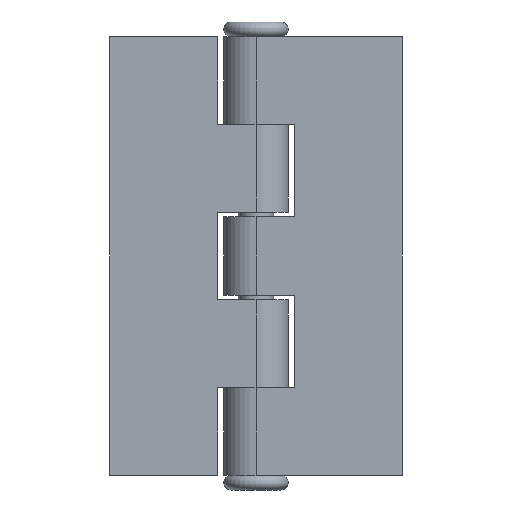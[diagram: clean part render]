
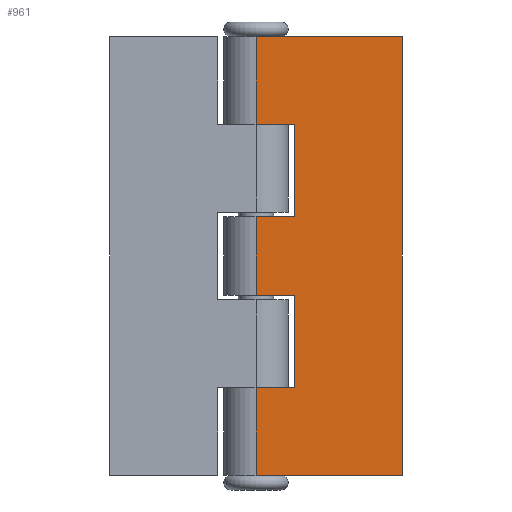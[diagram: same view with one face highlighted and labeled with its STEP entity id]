
A CAD part, front view. The second image highlights one B-rep face of the part: STEP entity #961.
In plain terms, the highlighted planar face has unit normal (0, -1, 0).
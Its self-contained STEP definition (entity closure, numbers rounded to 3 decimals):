
#10 = VERTEX_POINT ( 'NONE', #256 ) ;
#18 = EDGE_CURVE ( 'NONE', #10, #923, #238, .T. ) ;
#235 = DIRECTION ( 'NONE',  ( 0., 0., -1. ) ) ;
#236 = VECTOR ( 'NONE', #235, 1000. ) ;
#237 = CARTESIAN_POINT ( 'NONE',  ( 0., -11., 75. ) ) ;
#238 = LINE ( 'NONE', #237, #236 ) ;
#256 = CARTESIAN_POINT ( 'NONE',  ( 0., -11., 13.5 ) ) ;
#565 = CARTESIAN_POINT ( 'NONE',  ( 0., -11., -45. ) ) ;
#577 = CARTESIAN_POINT ( 'NONE',  ( 0., -11., -75. ) ) ;
#617 = DIRECTION ( 'NONE',  ( 0., 0., -1. ) ) ;
#618 = VECTOR ( 'NONE', #617, 1000. ) ;
#619 = CARTESIAN_POINT ( 'NONE',  ( 0., -11., 75. ) ) ;
#625 = LINE ( 'NONE', #619, #618 ) ;
#634 = CARTESIAN_POINT ( 'NONE',  ( 0., -11., 75. ) ) ;
#635 = CARTESIAN_POINT ( 'NONE',  ( 0., -11., 45. ) ) ;
#715 = CARTESIAN_POINT ( 'NONE',  ( 0., -11., -13.5 ) ) ;
#738 = DIRECTION ( 'NONE',  ( 0., 0., -1. ) ) ;
#739 = VECTOR ( 'NONE', #738, 1000. ) ;
#740 = CARTESIAN_POINT ( 'NONE',  ( 0., -11., 75. ) ) ;
#741 = LINE ( 'NONE', #740, #739 ) ;
#757 = CARTESIAN_POINT ( 'NONE',  ( 13., -11., -45. ) ) ;
#758 = DIRECTION ( 'NONE',  ( 0., 0., 1. ) ) ;
#759 = DIRECTION ( 'NONE',  ( 0., 1., 0. ) ) ;
#760 = CARTESIAN_POINT ( 'NONE',  ( 0., -11., 75. ) ) ;
#761 = AXIS2_PLACEMENT_3D ( 'NONE', #760, #759, #758 ) ;
#762 = PLANE ( 'NONE',  #761 ) ;
#763 = FACE_OUTER_BOUND ( 'NONE', #956, .T. ) ;
#769 = CARTESIAN_POINT ( 'NONE',  ( 13., -11., 13.5 ) ) ;
#770 = CARTESIAN_POINT ( 'NONE',  ( 13., -11., 45. ) ) ;
#771 = DIRECTION ( 'NONE',  ( 0., 0., -1. ) ) ;
#772 = VECTOR ( 'NONE', #771, 1000. ) ;
#773 = CARTESIAN_POINT ( 'NONE',  ( 13., -11., 75. ) ) ;
#774 = LINE ( 'NONE', #773, #772 ) ;
#801 = DIRECTION ( 'NONE',  ( 1., 0., 0. ) ) ;
#802 = VECTOR ( 'NONE', #801, 1000. ) ;
#803 = CARTESIAN_POINT ( 'NONE',  ( 0., -11., 45. ) ) ;
#804 = LINE ( 'NONE', #803, #802 ) ;
#805 = DIRECTION ( 'NONE',  ( 0., 0., -1. ) ) ;
#806 = VECTOR ( 'NONE', #805, 1000. ) ;
#807 = CARTESIAN_POINT ( 'NONE',  ( 50., -11., 75. ) ) ;
#808 = LINE ( 'NONE', #807, #806 ) ;
#817 = DIRECTION ( 'NONE',  ( -1., 0., 0. ) ) ;
#818 = VECTOR ( 'NONE', #817, 1000. ) ;
#819 = CARTESIAN_POINT ( 'NONE',  ( 0., -11., -45. ) ) ;
#820 = LINE ( 'NONE', #819, #818 ) ;
#825 = CARTESIAN_POINT ( 'NONE',  ( 13., -11., -13.5 ) ) ;
#856 = VERTEX_POINT ( 'NONE', #577 ) ;
#864 = VERTEX_POINT ( 'NONE', #565 ) ;
#871 = EDGE_CURVE ( 'NONE', #895, #893, #625, .T. ) ;
#893 = VERTEX_POINT ( 'NONE', #635 ) ;
#895 = VERTEX_POINT ( 'NONE', #634 ) ;
#923 = VERTEX_POINT ( 'NONE', #715 ) ;
#939 = EDGE_CURVE ( 'NONE', #864, #856, #741, .T. ) ;
#956 = EDGE_LOOP ( 'NONE', ( #970, #1020, #1040, #1036, #1038, #963, #965, #971, #972, #974, #975, #976 ) ) ;
#957 = EDGE_CURVE ( 'NONE', #958, #959, #774, .T. ) ;
#958 = VERTEX_POINT ( 'NONE', #770 ) ;
#959 = VERTEX_POINT ( 'NONE', #769 ) ;
#961 = ADVANCED_FACE ( 'NONE', ( #763 ), #762, .F. ) ;
#962 = VERTEX_POINT ( 'NONE', #757 ) ;
#963 = ORIENTED_EDGE ( 'NONE', *, *, #964, .T. ) ;
#964 = EDGE_CURVE ( 'NONE', #962, #864, #820, .T. ) ;
#965 = ORIENTED_EDGE ( 'NONE', *, *, #939, .T. ) ;
#970 = ORIENTED_EDGE ( 'NONE', *, *, #957, .T. ) ;
#971 = ORIENTED_EDGE ( 'NONE', *, *, #2245, .T. ) ;
#972 = ORIENTED_EDGE ( 'NONE', *, *, #973, .F. ) ;
#973 = EDGE_CURVE ( 'NONE', #1803, #2243, #808, .T. ) ;
#974 = ORIENTED_EDGE ( 'NONE', *, *, #1800, .F. ) ;
#975 = ORIENTED_EDGE ( 'NONE', *, *, #871, .T. ) ;
#976 = ORIENTED_EDGE ( 'NONE', *, *, #977, .T. ) ;
#977 = EDGE_CURVE ( 'NONE', #893, #958, #804, .T. ) ;
#1020 = ORIENTED_EDGE ( 'NONE', *, *, #1035, .T. ) ;
#1021 = VERTEX_POINT ( 'NONE', #825 ) ;
#1035 = EDGE_CURVE ( 'NONE', #959, #10, #1300, .T. ) ;
#1036 = ORIENTED_EDGE ( 'NONE', *, *, #1037, .T. ) ;
#1037 = EDGE_CURVE ( 'NONE', #923, #1021, #1296, .T. ) ;
#1038 = ORIENTED_EDGE ( 'NONE', *, *, #1039, .T. ) ;
#1039 = EDGE_CURVE ( 'NONE', #1021, #962, #1292, .T. ) ;
#1040 = ORIENTED_EDGE ( 'NONE', *, *, #18, .T. ) ;
#1289 = DIRECTION ( 'NONE',  ( 0., 0., -1. ) ) ;
#1290 = VECTOR ( 'NONE', #1289, 1000. ) ;
#1291 = CARTESIAN_POINT ( 'NONE',  ( 13., -11., 75. ) ) ;
#1292 = LINE ( 'NONE', #1291, #1290 ) ;
#1293 = DIRECTION ( 'NONE',  ( 1., 0., 0. ) ) ;
#1294 = VECTOR ( 'NONE', #1293, 1000. ) ;
#1295 = CARTESIAN_POINT ( 'NONE',  ( 0., -11., -13.5 ) ) ;
#1296 = LINE ( 'NONE', #1295, #1294 ) ;
#1297 = DIRECTION ( 'NONE',  ( -1., 0., 0. ) ) ;
#1298 = VECTOR ( 'NONE', #1297, 1000. ) ;
#1299 = CARTESIAN_POINT ( 'NONE',  ( 0., -11., 13.5 ) ) ;
#1300 = LINE ( 'NONE', #1299, #1298 ) ;
#1735 = CARTESIAN_POINT ( 'NONE',  ( 50., -11., -75. ) ) ;
#1737 = CARTESIAN_POINT ( 'NONE',  ( 50., -11., 75. ) ) ;
#1750 = DIRECTION ( 'NONE',  ( 1., 0., 0. ) ) ;
#1751 = VECTOR ( 'NONE', #1750, 1000. ) ;
#1752 = CARTESIAN_POINT ( 'NONE',  ( 0., -11., 75. ) ) ;
#1753 = LINE ( 'NONE', #1752, #1751 ) ;
#1787 = DIRECTION ( 'NONE',  ( 1., 0., 0. ) ) ;
#1788 = VECTOR ( 'NONE', #1787, 1000. ) ;
#1789 = CARTESIAN_POINT ( 'NONE',  ( 0., -11., -75. ) ) ;
#1790 = LINE ( 'NONE', #1789, #1788 ) ;
#1800 = EDGE_CURVE ( 'NONE', #895, #1803, #1753, .T. ) ;
#1803 = VERTEX_POINT ( 'NONE', #1737 ) ;
#2243 = VERTEX_POINT ( 'NONE', #1735 ) ;
#2245 = EDGE_CURVE ( 'NONE', #856, #2243, #1790, .T. ) ;
